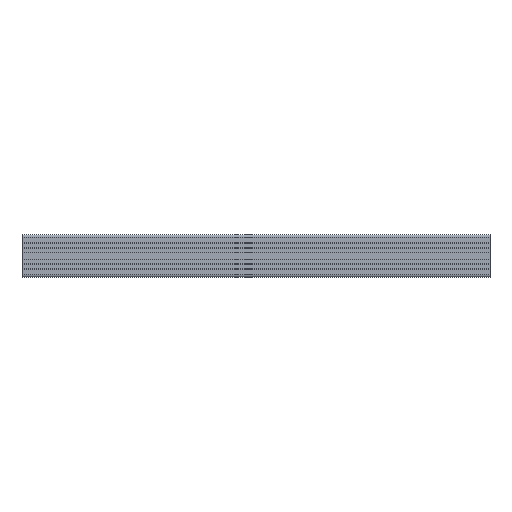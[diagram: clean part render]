
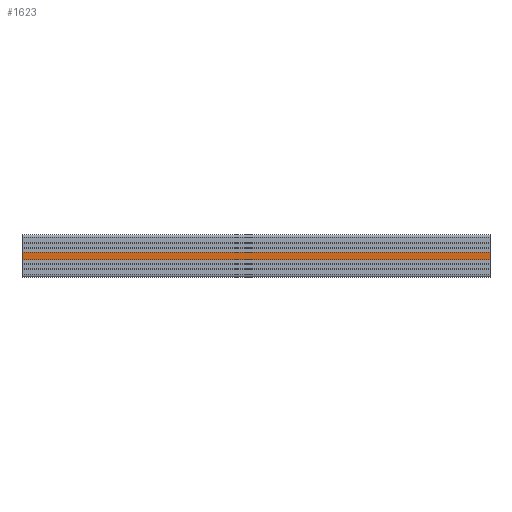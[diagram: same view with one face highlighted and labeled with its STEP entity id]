
A CAD part, front view. The second image highlights one B-rep face of the part: STEP entity #1623.
In plain terms, the highlighted planar face has unit normal (0, -1, 0).
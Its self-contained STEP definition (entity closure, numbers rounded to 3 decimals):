
#1623=ADVANCED_FACE('',(#3295),#3296,.T.);
#3295=FACE_OUTER_BOUND('',#5043,.T.);
#3296=PLANE('',#5044);
#5043=EDGE_LOOP('',(#9355,#9356,#9357,#9358));
#5044=AXIS2_PLACEMENT_3D('',#9359,#9360,#9361);
#9355=ORIENTED_EDGE('',*,*,#12989,.T.);
#9356=ORIENTED_EDGE('',*,*,#12990,.F.);
#9357=ORIENTED_EDGE('',*,*,#12991,.T.);
#9358=ORIENTED_EDGE('',*,*,#12986,.T.);
#9359=CARTESIAN_POINT('',(0.0,-89.0,0.0));
#9360=DIRECTION('',(0.0,-1.0,0.0));
#9361=DIRECTION('',(0.0,0.0,-1.0));
#12986=EDGE_CURVE('',#16290,#16288,#16291,.T.);
#12989=EDGE_CURVE('',#16288,#16294,#16295,.T.);
#12990=EDGE_CURVE('',#16296,#16294,#16297,.T.);
#12991=EDGE_CURVE('',#16296,#16290,#16298,.T.);
#16288=VERTEX_POINT('',#20969);
#16290=VERTEX_POINT('',#20972);
#16291=LINE('',#20973,#20974);
#16294=VERTEX_POINT('',#20978);
#16295=LINE('',#20979,#20980);
#16296=VERTEX_POINT('',#20981);
#16297=LINE('',#20982,#20983);
#16298=LINE('',#20984,#20985);
#20969=CARTESIAN_POINT('',(1000.0,-89.0,-7.5));
#20972=CARTESIAN_POINT('',(0.0,-89.0,-7.5));
#20973=CARTESIAN_POINT('',(0.0,-89.0,-7.5));
#20974=VECTOR('',#23541,1.0);
#20978=CARTESIAN_POINT('',(1000.0,-89.0,7.5));
#20979=CARTESIAN_POINT('',(1000.0,-89.0,7.5));
#20980=VECTOR('',#23543,1.0);
#20981=CARTESIAN_POINT('',(0.0,-89.0,7.5));
#20982=CARTESIAN_POINT('',(0.0,-89.0,7.5));
#20983=VECTOR('',#23544,1.0);
#20984=CARTESIAN_POINT('',(0.0,-89.0,7.5));
#20985=VECTOR('',#23545,1.0);
#23541=DIRECTION('',(1.0,0.0,0.0));
#23543=DIRECTION('',(0.0,0.0,1.0));
#23544=DIRECTION('',(1.0,0.0,0.0));
#23545=DIRECTION('',(0.0,0.0,-1.0));
